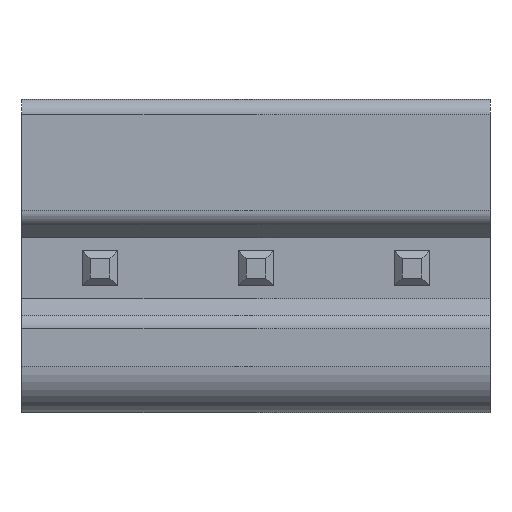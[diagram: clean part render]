
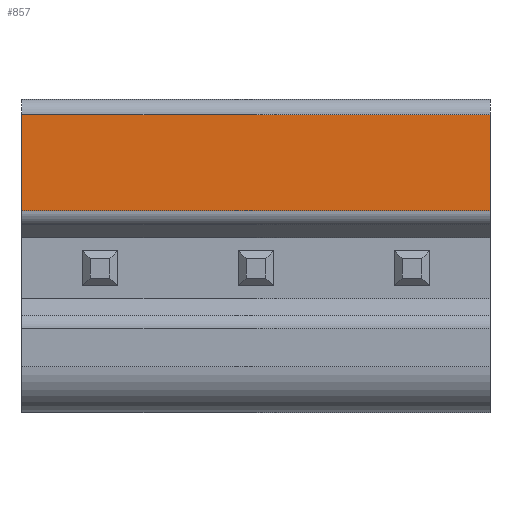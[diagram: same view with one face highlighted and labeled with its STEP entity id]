
A CAD part, front view. The second image highlights one B-rep face of the part: STEP entity #857.
In plain terms, the highlighted planar face has unit normal (0, -1, 0).
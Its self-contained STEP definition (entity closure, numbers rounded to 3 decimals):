
#18 = ORIENTED_EDGE ( 'NONE', *, *, #1727, .F. ) ;
#419 = DIRECTION ( 'NONE',  ( 0., 0., 1. ) ) ;
#432 = DIRECTION ( 'NONE',  ( 0., 1., 0. ) ) ;
#436 = CARTESIAN_POINT ( 'NONE',  ( 15.24, 0., -3.634 ) ) ;
#780 = CARTESIAN_POINT ( 'NONE',  ( 0., 0., -3.634 ) ) ;
#854 = CARTESIAN_POINT ( 'NONE',  ( 15.24, 0., -0.5 ) ) ;
#857 = ADVANCED_FACE ( 'NONE', ( #1543 ), #1238, .F. ) ;
#943 = VECTOR ( 'NONE', #2666, 1000. ) ;
#1008 = VECTOR ( 'NONE', #1808, 1000. ) ;
#1074 = CARTESIAN_POINT ( 'NONE',  ( 0., 0., -0.5 ) ) ;
#1165 = DIRECTION ( 'NONE',  ( 0., 0., -1. ) ) ;
#1238 = PLANE ( 'NONE',  #1666 ) ;
#1242 = DIRECTION ( 'NONE',  ( -1., 0., 0. ) ) ;
#1261 = LINE ( 'NONE', #1529, #1766 ) ;
#1457 = EDGE_CURVE ( 'NONE', #1911, #3407, #3131, .T. ) ;
#1529 = CARTESIAN_POINT ( 'NONE',  ( 15.24, 0., -0.5 ) ) ;
#1543 = FACE_OUTER_BOUND ( 'NONE', #3490, .T. ) ;
#1666 = AXIS2_PLACEMENT_3D ( 'NONE', #2932, #432, #419 ) ;
#1676 = ORIENTED_EDGE ( 'NONE', *, *, #2313, .T. ) ;
#1727 = EDGE_CURVE ( 'NONE', #2994, #3407, #3462, .T. ) ;
#1766 = VECTOR ( 'NONE', #1242, 1000. ) ;
#1808 = DIRECTION ( 'NONE',  ( 0., 0., -1. ) ) ;
#1830 = LINE ( 'NONE', #2134, #1008 ) ;
#1868 = CARTESIAN_POINT ( 'NONE',  ( 15.24, 0., -3.634 ) ) ;
#1911 = VERTEX_POINT ( 'NONE', #1074 ) ;
#2134 = CARTESIAN_POINT ( 'NONE',  ( 15.24, 0., -0.5 ) ) ;
#2249 = ORIENTED_EDGE ( 'NONE', *, *, #2289, .F. ) ;
#2287 = CARTESIAN_POINT ( 'NONE',  ( 0., 0., -0.5 ) ) ;
#2289 = EDGE_CURVE ( 'NONE', #3491, #2994, #1830, .T. ) ;
#2313 = EDGE_CURVE ( 'NONE', #3491, #1911, #1261, .T. ) ;
#2491 = VECTOR ( 'NONE', #1165, 1000. ) ;
#2666 = DIRECTION ( 'NONE',  ( -1., 0., 0. ) ) ;
#2932 = CARTESIAN_POINT ( 'NONE',  ( 15.24, 0., -0.5 ) ) ;
#2994 = VERTEX_POINT ( 'NONE', #1868 ) ;
#3131 = LINE ( 'NONE', #2287, #2491 ) ;
#3407 = VERTEX_POINT ( 'NONE', #780 ) ;
#3462 = LINE ( 'NONE', #436, #943 ) ;
#3490 = EDGE_LOOP ( 'NONE', ( #3559, #18, #2249, #1676 ) ) ;
#3491 = VERTEX_POINT ( 'NONE', #854 ) ;
#3559 = ORIENTED_EDGE ( 'NONE', *, *, #1457, .T. ) ;
